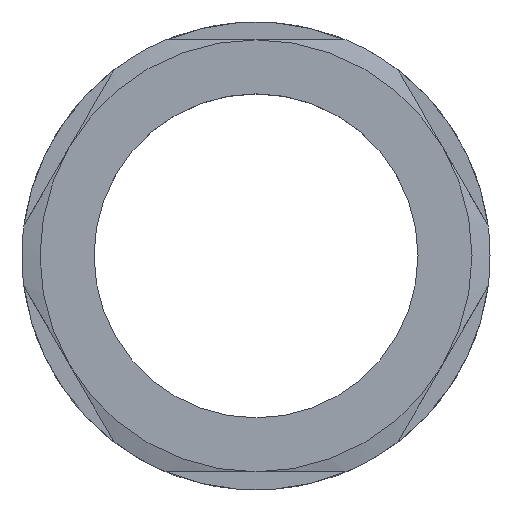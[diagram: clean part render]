
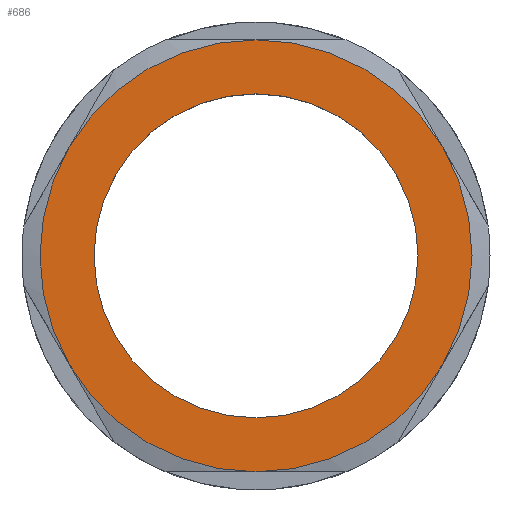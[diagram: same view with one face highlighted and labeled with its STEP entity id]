
A CAD part, top view. The second image highlights one B-rep face of the part: STEP entity #686.
In plain terms, the highlighted planar face has unit normal (0, 0, 1).
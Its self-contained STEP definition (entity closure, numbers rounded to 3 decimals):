
#13 = ORIENTED_EDGE ( 'NONE', *, *, #897, .F. ) ;
#90 = CARTESIAN_POINT ( 'NONE',  ( 15.588, -9., 3.5 ) ) ;
#131 = EDGE_CURVE ( 'NONE', #378, #642, #425, .T. ) ;
#187 = EDGE_LOOP ( 'NONE', ( #970, #387, #13, #569, #1020, #956 ) ) ;
#222 = EDGE_CURVE ( 'NONE', #534, #753, #716, .T. ) ;
#227 = AXIS2_PLACEMENT_3D ( 'NONE', #846, #761, #676 ) ;
#229 = EDGE_LOOP ( 'NONE', ( #410, #808 ) ) ;
#242 = CARTESIAN_POINT ( 'NONE',  ( 15.588, 9., 3.5 ) ) ;
#264 = DIRECTION ( 'NONE',  ( 0., 0., -1. ) ) ;
#272 = CARTESIAN_POINT ( 'NONE',  ( 0., -18., 3.5 ) ) ;
#279 = DIRECTION ( 'NONE',  ( 0., 1., 0. ) ) ;
#347 = AXIS2_PLACEMENT_3D ( 'NONE', #433, #429, #369 ) ;
#358 = DIRECTION ( 'NONE',  ( 0., 1., 0. ) ) ;
#369 = DIRECTION ( 'NONE',  ( 1., 0., 0. ) ) ;
#378 = VERTEX_POINT ( 'NONE', #886 ) ;
#381 = AXIS2_PLACEMENT_3D ( 'NONE', #634, #627, #605 ) ;
#387 = ORIENTED_EDGE ( 'NONE', *, *, #722, .F. ) ;
#408 = CARTESIAN_POINT ( 'NONE',  ( 0., 0., 3.5 ) ) ;
#410 = ORIENTED_EDGE ( 'NONE', *, *, #131, .F. ) ;
#425 = CIRCLE ( 'NONE', #540, 13.5 ) ;
#429 = DIRECTION ( 'NONE',  ( 0., 0., 1. ) ) ;
#433 = CARTESIAN_POINT ( 'NONE',  ( 0., 0., 3.5 ) ) ;
#439 = EDGE_CURVE ( 'NONE', #581, #534, #555, .T. ) ;
#464 = DIRECTION ( 'NONE',  ( 0., 1., 0. ) ) ;
#467 = DIRECTION ( 'NONE',  ( 0., 0., -1. ) ) ;
#478 = CARTESIAN_POINT ( 'NONE',  ( 0., 0., 3.5 ) ) ;
#499 = CIRCLE ( 'NONE', #227, 18. ) ;
#503 = CARTESIAN_POINT ( 'NONE',  ( 0., 0., 3.5 ) ) ;
#518 = AXIS2_PLACEMENT_3D ( 'NONE', #598, #689, #1053 ) ;
#534 = VERTEX_POINT ( 'NONE', #90 ) ;
#540 = AXIS2_PLACEMENT_3D ( 'NONE', #745, #744, #736 ) ;
#543 = EDGE_CURVE ( 'NONE', #632, #581, #499, .T. ) ;
#555 = CIRCLE ( 'NONE', #518, 18. ) ;
#560 = EDGE_CURVE ( 'NONE', #642, #378, #932, .T. ) ;
#568 = PLANE ( 'NONE',  #769 ) ;
#569 = ORIENTED_EDGE ( 'NONE', *, *, #1048, .F. ) ;
#581 = VERTEX_POINT ( 'NONE', #242 ) ;
#598 = CARTESIAN_POINT ( 'NONE',  ( 0., 0., 3.5 ) ) ;
#605 = DIRECTION ( 'NONE',  ( 0., 1., 0. ) ) ;
#609 = CIRCLE ( 'NONE', #381, 18. ) ;
#614 = AXIS2_PLACEMENT_3D ( 'NONE', #478, #467, #464 ) ;
#627 = DIRECTION ( 'NONE',  ( 0., 0., -1. ) ) ;
#632 = VERTEX_POINT ( 'NONE', #910 ) ;
#634 = CARTESIAN_POINT ( 'NONE',  ( 0., 0., 3.5 ) ) ;
#641 = CARTESIAN_POINT ( 'NONE',  ( -13.5, 0., 3.5 ) ) ;
#642 = VERTEX_POINT ( 'NONE', #641 ) ;
#649 = FACE_OUTER_BOUND ( 'NONE', #187, .T. ) ;
#676 = DIRECTION ( 'NONE',  ( 0., 1., 0. ) ) ;
#686 = ADVANCED_FACE ( 'NONE', ( #759, #649 ), #568, .T. ) ;
#689 = DIRECTION ( 'NONE',  ( 0., 0., -1. ) ) ;
#716 = CIRCLE ( 'NONE', #1026, 18. ) ;
#722 = EDGE_CURVE ( 'NONE', #849, #632, #1058, .T. ) ;
#736 = DIRECTION ( 'NONE',  ( 1., 0., 0. ) ) ;
#740 = DIRECTION ( 'NONE',  ( 1., 0., 0. ) ) ;
#744 = DIRECTION ( 'NONE',  ( 0., 0., 1. ) ) ;
#745 = CARTESIAN_POINT ( 'NONE',  ( 0., 0., 3.5 ) ) ;
#746 = DIRECTION ( 'NONE',  ( 0., 0., 1. ) ) ;
#753 = VERTEX_POINT ( 'NONE', #272 ) ;
#759 = FACE_BOUND ( 'NONE', #229, .T. ) ;
#761 = DIRECTION ( 'NONE',  ( 0., 0., -1. ) ) ;
#767 = CARTESIAN_POINT ( 'NONE',  ( -15.588, -9., 3.5 ) ) ;
#769 = AXIS2_PLACEMENT_3D ( 'NONE', #859, #746, #740 ) ;
#808 = ORIENTED_EDGE ( 'NONE', *, *, #560, .F. ) ;
#846 = CARTESIAN_POINT ( 'NONE',  ( 0., 0., 3.5 ) ) ;
#849 = VERTEX_POINT ( 'NONE', #1039 ) ;
#859 = CARTESIAN_POINT ( 'NONE',  ( 0., 0., 3.5 ) ) ;
#879 = VERTEX_POINT ( 'NONE', #767 ) ;
#884 = AXIS2_PLACEMENT_3D ( 'NONE', #503, #915, #358 ) ;
#886 = CARTESIAN_POINT ( 'NONE',  ( 13.5, 0., 3.5 ) ) ;
#897 = EDGE_CURVE ( 'NONE', #879, #849, #609, .T. ) ;
#910 = CARTESIAN_POINT ( 'NONE',  ( 0., 18., 3.5 ) ) ;
#915 = DIRECTION ( 'NONE',  ( 0., 0., -1. ) ) ;
#932 = CIRCLE ( 'NONE', #347, 13.5 ) ;
#956 = ORIENTED_EDGE ( 'NONE', *, *, #439, .F. ) ;
#970 = ORIENTED_EDGE ( 'NONE', *, *, #543, .F. ) ;
#1020 = ORIENTED_EDGE ( 'NONE', *, *, #222, .F. ) ;
#1021 = CIRCLE ( 'NONE', #614, 18. ) ;
#1026 = AXIS2_PLACEMENT_3D ( 'NONE', #408, #264, #279 ) ;
#1039 = CARTESIAN_POINT ( 'NONE',  ( -15.588, 9., 3.5 ) ) ;
#1048 = EDGE_CURVE ( 'NONE', #753, #879, #1021, .T. ) ;
#1053 = DIRECTION ( 'NONE',  ( 0., 1., 0. ) ) ;
#1058 = CIRCLE ( 'NONE', #884, 18. ) ;
